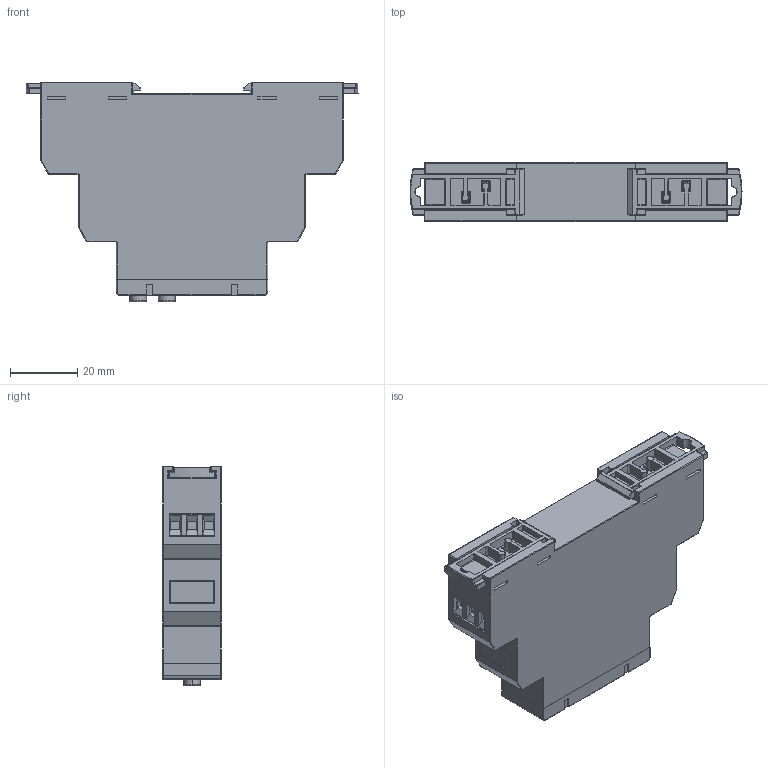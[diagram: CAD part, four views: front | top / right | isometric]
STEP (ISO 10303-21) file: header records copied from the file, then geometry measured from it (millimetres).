
FILE_DESCRIPTION (( 'STEP AP214' ), '1' );
FILE_NAME ('MT-W.STEP', '2014-09-17T05:19:34', ( '' ), ( '' ), 'SwSTEP 2.0', 'SolidWorks 2012', '' );
FILE_SCHEMA (( 'AUTOMOTIVE_DESIGN' ));
Length unit declared in the file: millimetre
Products named in the file (3): T4NW-2000 Zaczep na szynê DIN; MT-W dobry; MT-W
Assembly tree (3 placements, depth 2):
  MT-W
    MT-W dobry
    T4NW-2000 Zaczep na szynê DIN  x2
Bounding box: 98.73 x 17.5 x 65.4 mm (x, y, z)
Volume: 75440.7 mm3; surface area: 18391.3 mm2
Topology: 3 solids, 3 shells, 832 faces, 1996 edges, 1197 vertices
Faces by surface type: plane 390, cylinder 279, torus 68, sphere 59, bspline 24, cone 12
Entity records: 26264 total; most frequent: CARTESIAN_POINT 4121, DIRECTION 3374, ORIENTED_EDGE 3334, EDGE_CURVE 1667, AXIS2_PLACEMENT_3D 1158, VECTOR 1058, LINE 1058, VERTEX_POINT 1015
